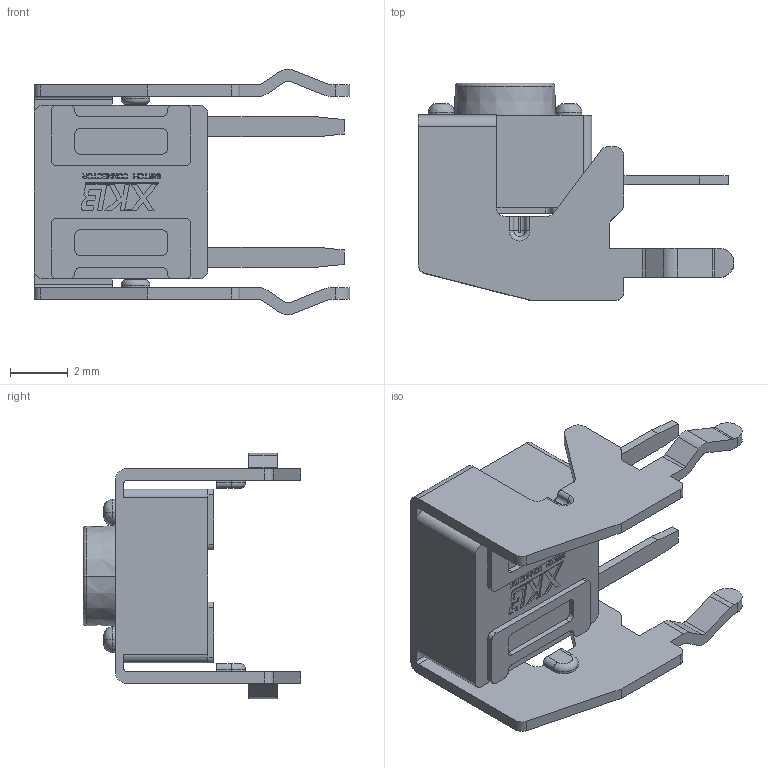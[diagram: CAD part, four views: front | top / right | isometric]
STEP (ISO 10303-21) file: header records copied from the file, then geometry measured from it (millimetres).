
FILE_DESCRIPTION((''),'2;1');
FILE_NAME('TC-1102N-X-AS-X','2019-11-16T',('Administrator'),(''),'PRO/ENGINEER BY PARAMETRIC TECHNOLOGY CORPORATION, 2010280','PRO/ENGINEER BY PARAMETRIC TECHNOLOGY CORPORATION, 2010280','');
FILE_SCHEMA(('CONFIG_CONTROL_DESIGN'));
Length unit declared in the file: millimetre
Products named in the file (1): TC-1102N-X-AS-X
Bounding box: 10.9 x 7.5 x 8.47 mm (x, y, z)
Volume: 159.2 mm3; surface area: 361.9 mm2
Topology: 1 solids, 1 shells, 632 faces, 1783 edges, 1182 vertices
Faces by surface type: plane 527, cylinder 87, bspline 10, torus 6, cone 2
Entity records: 20441 total; most frequent: CARTESIAN_POINT 3867, ORIENTED_EDGE 3566, DIRECTION 3233, EDGE_CURVE 1783, VECTOR 1577, LINE 1577, VERTEX_POINT 1182, AXIS2_PLACEMENT_3D 828
